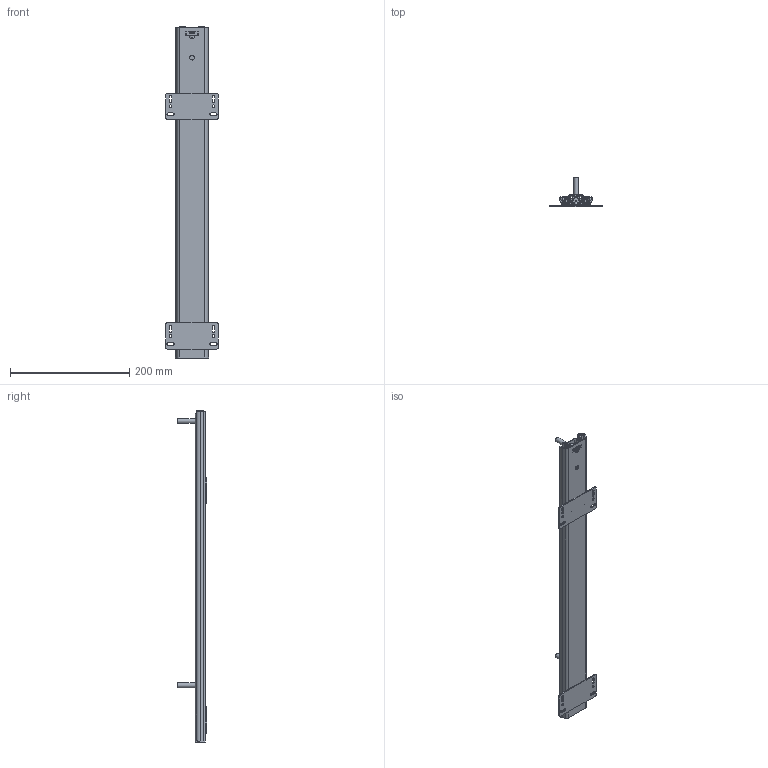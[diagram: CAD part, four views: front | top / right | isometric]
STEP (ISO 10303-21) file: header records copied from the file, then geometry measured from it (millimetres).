
FILE_DESCRIPTION(/* description */ ('Master Profielschetsen + Parameters'),/* implementation_level */ '2;1');
FILE_NAME(/* name */ '124-B35_00_in_nf.stp',/* time_stamp */ '2016-03-31T14:18:15+02:00',/* author */ ('s.duizings'),/* organization */ (''),/* preprocessor_version */ 'ST-DEVELOPER v15.6',/* originating_system */ 'Autodesk Inventor 2015',/* authorisation */ '');
FILE_SCHEMA (('AUTOMOTIVE_DESIGN { 1 0 10303 214 3 1 1 }'));
Length unit declared in the file: millimetre
Products named in the file (16): E000034540; E000034553; E000027406; E000034542; E000034552; E000034545; E000034546; E000034551; E000034543; E000034550; E000034548; E000034547; E000034549; E000032159; E000034544; E000034554
Assembly tree (75 placements, depth 3):
  E000034554
    E000034540
    E000034542
      E000034553
      E000027406  x2
    E000034546
      E000034552
      E000034545  x30
    E000034543
      E000034551
    E000034547
      E000034550
      E000034548  x30
    E000034544
      E000034549
      E000032159  x2
Bounding box: 88 x 49.2 x 556.5 mm (x, y, z)
Volume: 220354.8 mm3; surface area: 289322.6 mm2
Topology: 69 solids, 69 shells, 1554 faces, 4549 edges, 3020 vertices
Faces by surface type: plane 808, cylinder 658, sphere 64, cone 10, bspline 10, torus 4
Full cylindrical faces by diameter (mm): 4 x4, 4.5 x4, 5.56 x30, 6.35 x30, 8 x3
Entity records: 50107 total; most frequent: CARTESIAN_POINT 9160, DIRECTION 8680, ORIENTED_EDGE 8404, EDGE_CURVE 4202, AXIS2_PLACEMENT_3D 2992, VERTEX_POINT 2844, LINE 2696, VECTOR 2696
